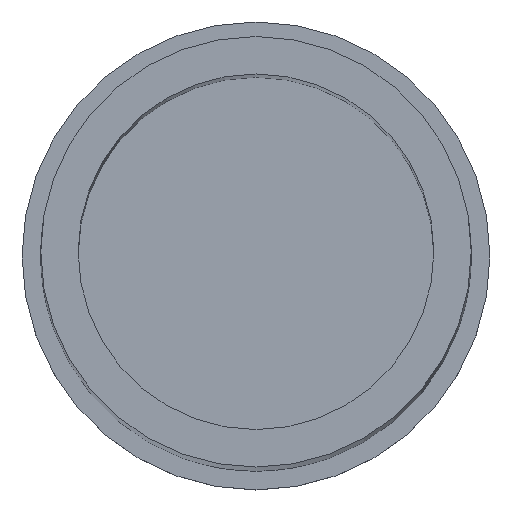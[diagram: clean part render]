
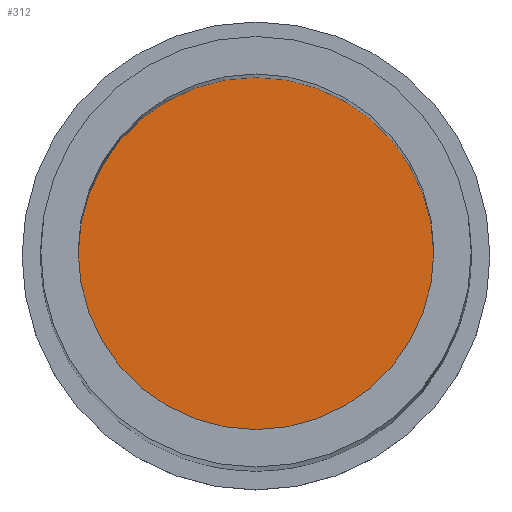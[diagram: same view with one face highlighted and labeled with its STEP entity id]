
A CAD part, top view. The second image highlights one B-rep face of the part: STEP entity #312.
In plain terms, the highlighted planar face has unit normal (0, 0, 1).
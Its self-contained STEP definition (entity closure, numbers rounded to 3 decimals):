
#4 = DIRECTION ( 'NONE',  ( 1., 0., 0. ) ) ;
#25 = AXIS2_PLACEMENT_3D ( 'NONE', #293, #247, #462 ) ;
#54 = AXIS2_PLACEMENT_3D ( 'NONE', #86, #379, #162 ) ;
#57 = FACE_OUTER_BOUND ( 'NONE', #277, .T. ) ;
#85 = PLANE ( 'NONE',  #25 ) ;
#86 = CARTESIAN_POINT ( 'NONE',  ( 0., 0., 3. ) ) ;
#95 = AXIS2_PLACEMENT_3D ( 'NONE', #508, #254, #4 ) ;
#120 = CIRCLE ( 'NONE', #95, 0.95 ) ;
#162 = DIRECTION ( 'NONE',  ( 1., 0., 0. ) ) ;
#165 = CARTESIAN_POINT ( 'NONE',  ( 0.95, 0., 3. ) ) ;
#247 = DIRECTION ( 'NONE',  ( 0., 0., 1. ) ) ;
#254 = DIRECTION ( 'NONE',  ( 0., 0., 1. ) ) ;
#277 = EDGE_LOOP ( 'NONE', ( #294, #300 ) ) ;
#288 = CIRCLE ( 'NONE', #54, 0.95 ) ;
#293 = CARTESIAN_POINT ( 'NONE',  ( 0., 0., 3. ) ) ;
#294 = ORIENTED_EDGE ( 'NONE', *, *, #332, .T. ) ;
#300 = ORIENTED_EDGE ( 'NONE', *, *, #436, .T. ) ;
#312 = ADVANCED_FACE ( 'NONE', ( #57 ), #85, .T. ) ;
#332 = EDGE_CURVE ( 'NONE', #369, #468, #288, .T. ) ;
#369 = VERTEX_POINT ( 'NONE', #165 ) ;
#379 = DIRECTION ( 'NONE',  ( 0., 0., 1. ) ) ;
#436 = EDGE_CURVE ( 'NONE', #468, #369, #120, .T. ) ;
#462 = DIRECTION ( 'NONE',  ( 1., 0., 0. ) ) ;
#468 = VERTEX_POINT ( 'NONE', #526 ) ;
#508 = CARTESIAN_POINT ( 'NONE',  ( 0., 0., 3. ) ) ;
#526 = CARTESIAN_POINT ( 'NONE',  ( -0.95, 0., 3. ) ) ;
